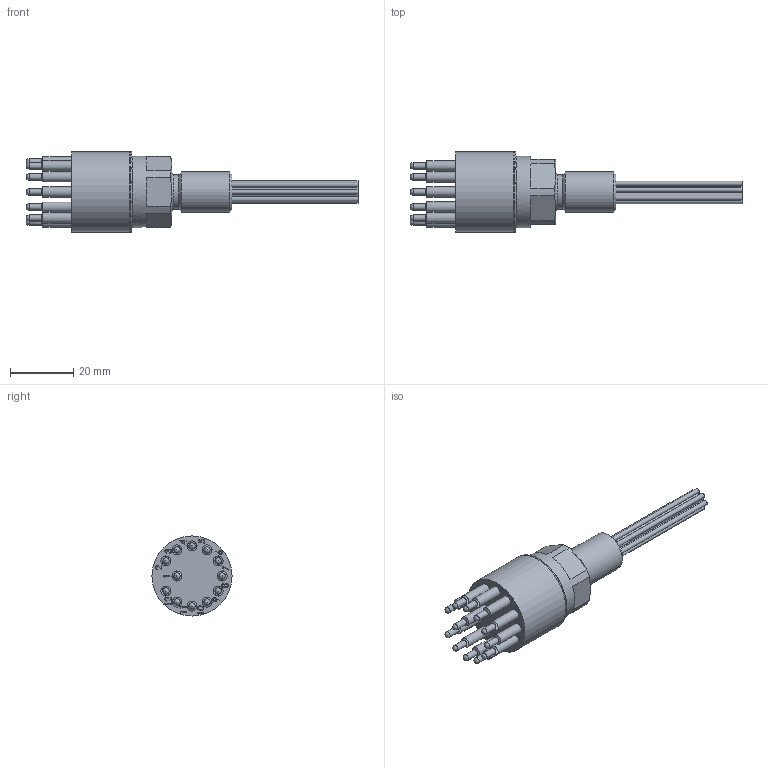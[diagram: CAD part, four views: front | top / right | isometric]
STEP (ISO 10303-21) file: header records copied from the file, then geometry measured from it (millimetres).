
FILE_DESCRIPTION(/* description */ (''),/* implementation_level */ '2;1');
FILE_NAME(/* name */ 'MCBH12M.stp',/* time_stamp */ '2024-01-10T11:42:15+01:00',/* author */ ('sh'),/* organization */ (''),/* preprocessor_version */ 'ST-DEVELOPER v19.2',/* originating_system */ 'Autodesk Inventor 2023',/* authorisation */ '');
FILE_SCHEMA (('AUTOMOTIVE_DESIGN { 1 0 10303 214 3 1 1 }'));
Length unit declared in the file: millimetre
Products named in the file (1): Part24
Bounding box: 105.05 x 25.35 x 25.35 mm (x, y, z)
Volume: 18400.2 mm3; surface area: 7945.7 mm2
Topology: 1 solids, 1 shells, 296 faces, 721 edges, 478 vertices
Faces by surface type: plane 141, bspline 90, cylinder 43, cone 15, torus 7
Full cylindrical faces by diameter (mm): 1.473 x12, 1.986 x12, 3.175 x12, 10.871 x1, 12.7 x1, 14.275 x1, 18.745 x1, 22.555 x1, 25.349 x2
Entity records: 13853 total; most frequent: CARTESIAN_POINT 6874, ORIENTED_EDGE 1442, DIRECTION 1150, EDGE_CURVE 721, VERTEX_POINT 478, AXIS2_PLACEMENT_3D 384, LINE 382, VECTOR 382
